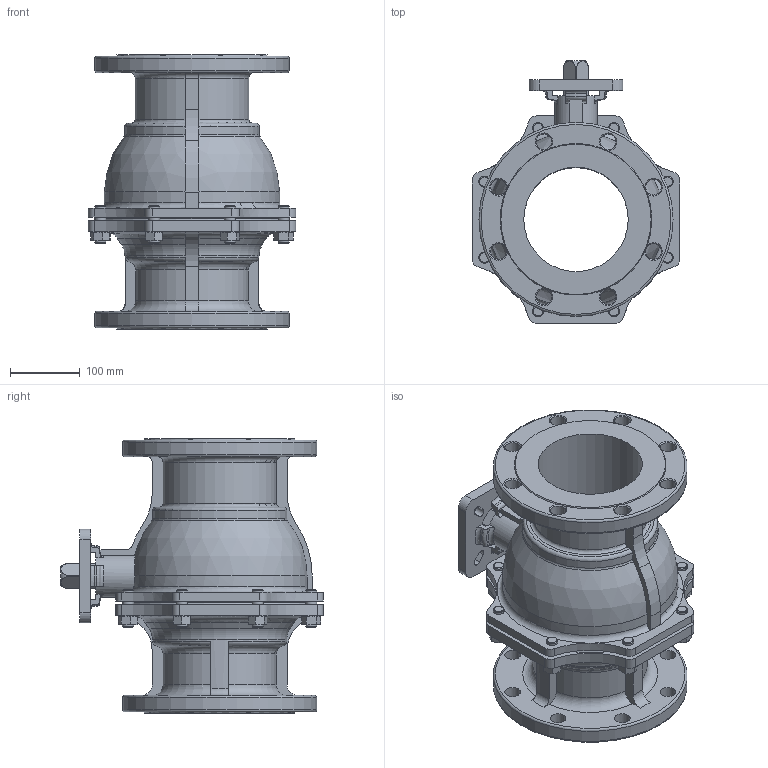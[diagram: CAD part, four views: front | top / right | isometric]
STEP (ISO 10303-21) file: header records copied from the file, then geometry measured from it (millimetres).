
FILE_DESCRIPTION(/* description */ ('STEP AP214'),/* implementation_level */ '2;1');
FILE_NAME(/* name */ '4810861_VZBF-6-P1-20-D-2-F1012-V15V16',/* time_stamp */ '2024-09-18T02:32:52+02:00',/* author */ ('License CC BY-ND 4.0'),/* organization */ ('CADENAS'),/* preprocessor_version */ 'ST-DEVELOPER v19.3',/* originating_system */ 'PARTsolutions',/* authorisation */ ' ');
FILE_SCHEMA (('AUTOMOTIVE_DESIGN {1 0 10303 214 3 1 1}'));
Length unit declared in the file: millimetre
Products named in the file (1): 4810861 VZBF-6-P1-20-D-2-F1012-V15V16
Bounding box: 298 x 377.5 x 394 mm (x, y, z)
Volume: 8513464.6 mm3; surface area: 811718.4 mm2
Topology: 1 solids, 1 shells, 483 faces, 1230 edges, 767 vertices
Faces by surface type: plane 161, cylinder 138, cone 134, torus 48, sphere 2
Full cylindrical faces by diameter (mm): 7 x1, 16 x24, 18.5 x8, 22.4 x16, 75 x1, 81 x1, 150 x1, 279 x2
Entity records: 14459 total; most frequent: CARTESIAN_POINT 3493, DIRECTION 2255, ORIENTED_EDGE 2188, EDGE_CURVE 1094, AXIS2_PLACEMENT_3D 983, VERTEX_POINT 729, EDGE_LOOP 667, FACE_BOUND 667
